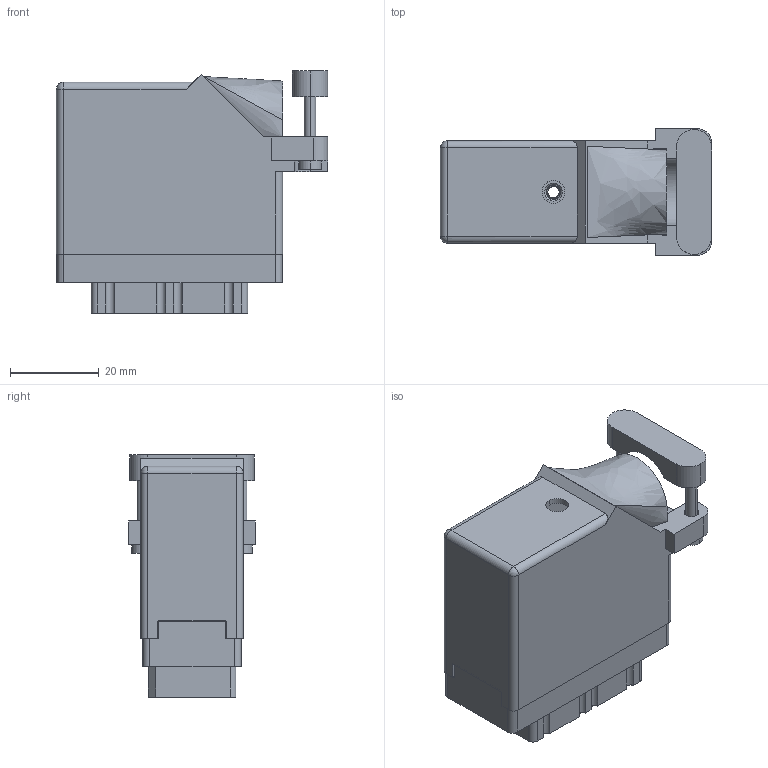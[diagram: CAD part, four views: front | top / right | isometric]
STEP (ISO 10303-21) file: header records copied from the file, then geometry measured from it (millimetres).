
FILE_DESCRIPTION (( 'STEP AP203' ), '1' );
FILE_NAME ('519-036-541-446.STEP', '2020-09-09T22:32:55', ( '' ), ( '' ), 'SwSTEP 2.0', 'SolidWorks 2020', '' );
FILE_SCHEMA (( 'CONFIG_CONTROL_DESIGN' ));
Length unit declared in the file: inch
Products named in the file (5): 519-036-541-446; 516-292-001_541 Contact; 516-252-035-100_516-252-035-100; 516-230-001_Plastic - 038 Side Entry - Large Clamp; 519 Receptacle Insulator_036
Assembly tree (39 placements, depth 2):
  519-036-541-446
    519 Receptacle Insulator_036
    516-292-001_541 Contact  x36
    516-252-035-100_516-252-035-100
    516-230-001_Plastic - 038 Side Entry - Large Clamp
Bounding box: 61.21 x 28.57 x 54.66 mm (x, y, z)
Volume: 23656.6 mm3; surface area: 35609.6 mm2
Topology: 39 solids, 39 shells, 3573 faces, 10327 edges, 6854 vertices
Faces by surface type: plane 2179, cylinder 1155, bspline 225, cone 12, sphere 2
Entity records: 39008 total; most frequent: CARTESIAN_POINT 8988, ORIENTED_EDGE 6090, DIRECTION 5870, EDGE_CURVE 3045, VECTOR 2204, LINE 2204, VERTEX_POINT 2024, AXIS2_PLACEMENT_3D 1833
